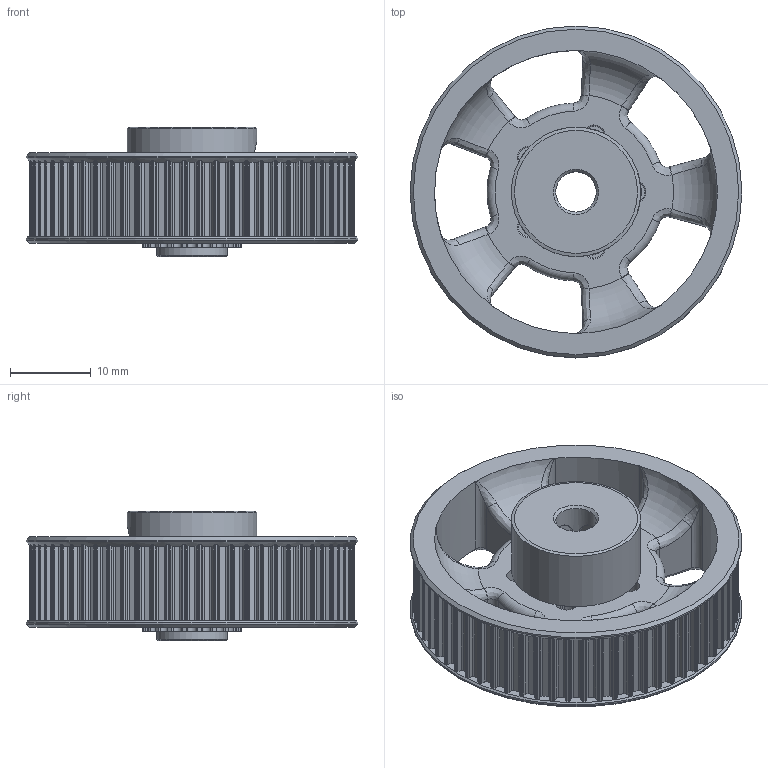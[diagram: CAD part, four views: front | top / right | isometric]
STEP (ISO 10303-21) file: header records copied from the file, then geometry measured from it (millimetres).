
FILE_DESCRIPTION(/* description */ (''),/* implementation_level */ '2;1');
FILE_NAME(/* name */ '64T-20T.step',/* time_stamp */ '2024-07-30T12:07:26-07:00',/* author */ (''),/* organization */ (''),/* preprocessor_version */ 'ST-DEVELOPER v20',/* originating_system */ 'Autodesk Translation Framework v13.14.0.145',/* authorisation */ '');
FILE_SCHEMA (('AUTOMOTIVE_DESIGN { 1 0 10303 214 3 1 1 }'));
Length unit declared in the file: millimetre
Products named in the file (3): 64T-20T; GT2 20T 6mm; M3x6_grub_screw
Assembly tree (6 placements, depth 2):
  64T-20T
    M3x6_grub_screw  x5
    GT2 20T 6mm
Bounding box: 41.03 x 41.03 x 16 mm (x, y, z)
Volume: 8478.4 mm3; surface area: 7592.1 mm2
Topology: 9 solids, 9 shells, 1116 faces, 3146 edges, 2048 vertices
Faces by surface type: plane 736, cylinder 204, cone 114, bspline 52, torus 10
Full cylindrical faces by diameter (mm): 3 x9, 5 x1, 8.768 x1, 16 x1, 41.032 x2
Entity records: 40011 total; most frequent: CARTESIAN_POINT 12208, ORIENTED_EDGE 6058, DIRECTION 5496, EDGE_CURVE 3029, LINE 2038, VECTOR 2038, VERTEX_POINT 1972, AXIS2_PLACEMENT_3D 1729
